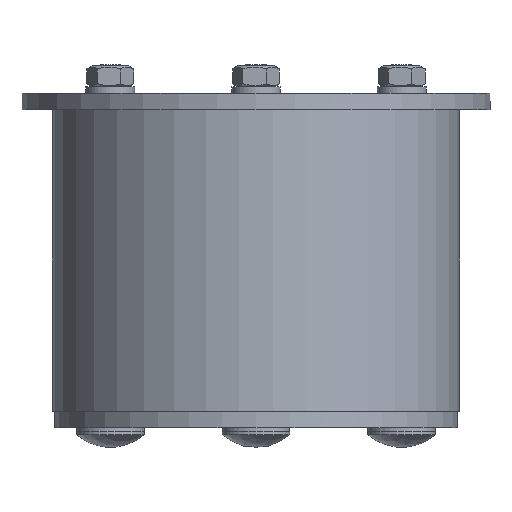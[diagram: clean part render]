
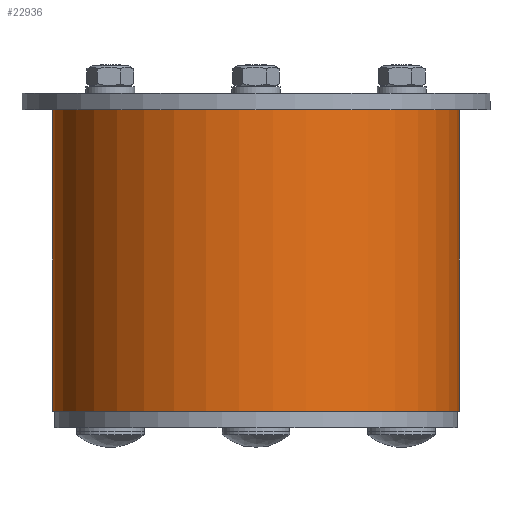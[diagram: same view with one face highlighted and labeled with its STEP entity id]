
A CAD part, front view. The second image highlights one B-rep face of the part: STEP entity #22936.
In plain terms, the highlighted cylindrical face has radius 50 mm (diameter 100 mm), a partial arc.
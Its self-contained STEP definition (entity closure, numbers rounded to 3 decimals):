
#9359=CARTESIAN_POINT('',(49.997,-0.5,74.0));
#9360=VERTEX_POINT('',#9359);
#9361=CARTESIAN_POINT('',(-49.997,-0.5,74.0));
#9362=VERTEX_POINT('',#9361);
#9363=CARTESIAN_POINT('',(0.0,0.0,74.0));
#9364=DIRECTION('',(0.0,0.0,1.0));
#9365=DIRECTION('',(-1.,0.01,0.0));
#9366=AXIS2_PLACEMENT_3D('',#9363,#9364,#9365);
#9367=CIRCLE('',#9366,50.0);
#9368=EDGE_CURVE('',#9360,#9362,#9367,.T.);
#22844=CARTESIAN_POINT('',(49.997,-0.5,0.0));
#22845=VERTEX_POINT('',#22844);
#22854=CARTESIAN_POINT('',(49.997,-0.5,0.0));
#22855=DIRECTION('',(0.0,0.0,1.0));
#22856=VECTOR('',#22855,74.0);
#22857=LINE('',#22854,#22856);
#22858=EDGE_CURVE('',#22845,#9360,#22857,.T.);
#22900=CARTESIAN_POINT('',(-49.997,-0.5,0.0));
#22901=VERTEX_POINT('',#22900);
#22910=CARTESIAN_POINT('',(-49.997,-0.5,0.0));
#22911=DIRECTION('',(0.0,0.0,1.0));
#22912=VECTOR('',#22911,74.0);
#22913=LINE('',#22910,#22912);
#22914=EDGE_CURVE('',#22901,#9362,#22913,.T.);
#22919=CARTESIAN_POINT('',(0.0,0.0,0.0));
#22920=DIRECTION('',(0.0,0.0,1.0));
#22921=DIRECTION('',(-1.,0.01,0.0));
#22922=AXIS2_PLACEMENT_3D('',#22919,#22920,#22921);
#22923=CYLINDRICAL_SURFACE('',#22922,50.0);
#22924=CARTESIAN_POINT('',(0.0,0.0,0.0));
#22925=DIRECTION('',(0.0,0.0,-1.0));
#22926=DIRECTION('',(-1.,0.01,0.0));
#22927=AXIS2_PLACEMENT_3D('',#22924,#22925,#22926);
#22928=CIRCLE('',#22927,50.0);
#22929=EDGE_CURVE('',#22901,#22845,#22928,.T.);
#22930=ORIENTED_EDGE('',*,*,#22929,.F.);
#22931=ORIENTED_EDGE('',*,*,#22914,.T.);
#22932=ORIENTED_EDGE('',*,*,#9368,.F.);
#22933=ORIENTED_EDGE('',*,*,#22858,.F.);
#22934=EDGE_LOOP('',(#22930,#22931,#22932,#22933));
#22935=FACE_OUTER_BOUND('',#22934,.T.);
#22936=ADVANCED_FACE('',(#22935),#22923,.T.);
